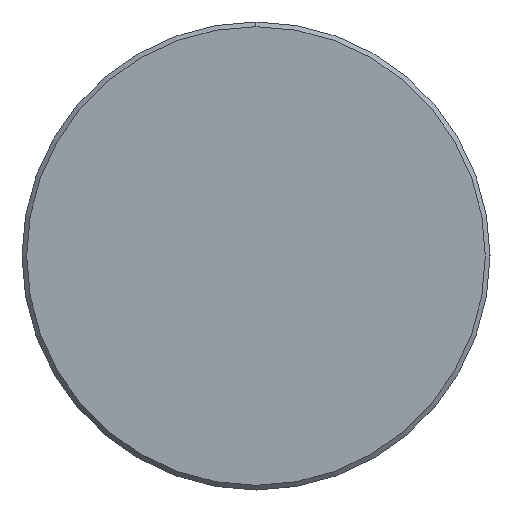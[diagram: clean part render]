
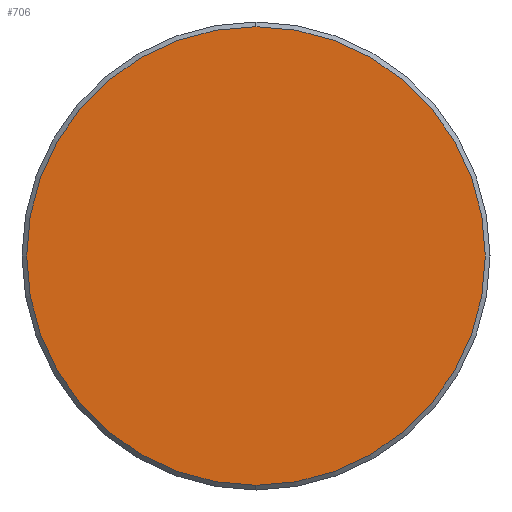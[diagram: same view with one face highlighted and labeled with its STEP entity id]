
A CAD part, left-side view. The second image highlights one B-rep face of the part: STEP entity #706.
In plain terms, the highlighted planar face has unit normal (-1, 0, 0).
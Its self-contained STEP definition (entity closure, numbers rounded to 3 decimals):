
#5 = AXIS2_PLACEMENT_3D ( 'NONE', #625, #748, #400 ) ;
#10 = AXIS2_PLACEMENT_3D ( 'NONE', #442, #554, #198 ) ;
#89 = EDGE_LOOP ( 'NONE', ( #652, #200 ) ) ;
#120 = EDGE_CURVE ( 'NONE', #370, #645, #743, .T. ) ;
#198 = DIRECTION ( 'NONE',  ( 0., 0., 1. ) ) ;
#200 = ORIENTED_EDGE ( 'NONE', *, *, #120, .T. ) ;
#207 = EDGE_CURVE ( 'NONE', #645, #370, #692, .T. ) ;
#245 = FACE_OUTER_BOUND ( 'NONE', #89, .T. ) ;
#370 = VERTEX_POINT ( 'NONE', #410 ) ;
#400 = DIRECTION ( 'NONE',  ( 0., 0., 1. ) ) ;
#410 = CARTESIAN_POINT ( 'NONE',  ( 0., 0., 14.7 ) ) ;
#442 = CARTESIAN_POINT ( 'NONE',  ( 0., 0., 0. ) ) ;
#443 = DIRECTION ( 'NONE',  ( 0., 0., 1. ) ) ;
#481 = CARTESIAN_POINT ( 'NONE',  ( 0., 0., -14.7 ) ) ;
#550 = CARTESIAN_POINT ( 'NONE',  ( 0., 0., 0. ) ) ;
#554 = DIRECTION ( 'NONE',  ( -1., 0., 0. ) ) ;
#558 = AXIS2_PLACEMENT_3D ( 'NONE', #550, #675, #443 ) ;
#625 = CARTESIAN_POINT ( 'NONE',  ( 0., 0., 0. ) ) ;
#645 = VERTEX_POINT ( 'NONE', #481 ) ;
#652 = ORIENTED_EDGE ( 'NONE', *, *, #207, .T. ) ;
#675 = DIRECTION ( 'NONE',  ( -1., 0., 0. ) ) ;
#681 = PLANE ( 'NONE',  #558 ) ;
#692 = CIRCLE ( 'NONE', #5, 14.7 ) ;
#706 = ADVANCED_FACE ( 'NONE', ( #245 ), #681, .T. ) ;
#743 = CIRCLE ( 'NONE', #10, 14.7 ) ;
#748 = DIRECTION ( 'NONE',  ( -1., 0., 0. ) ) ;
